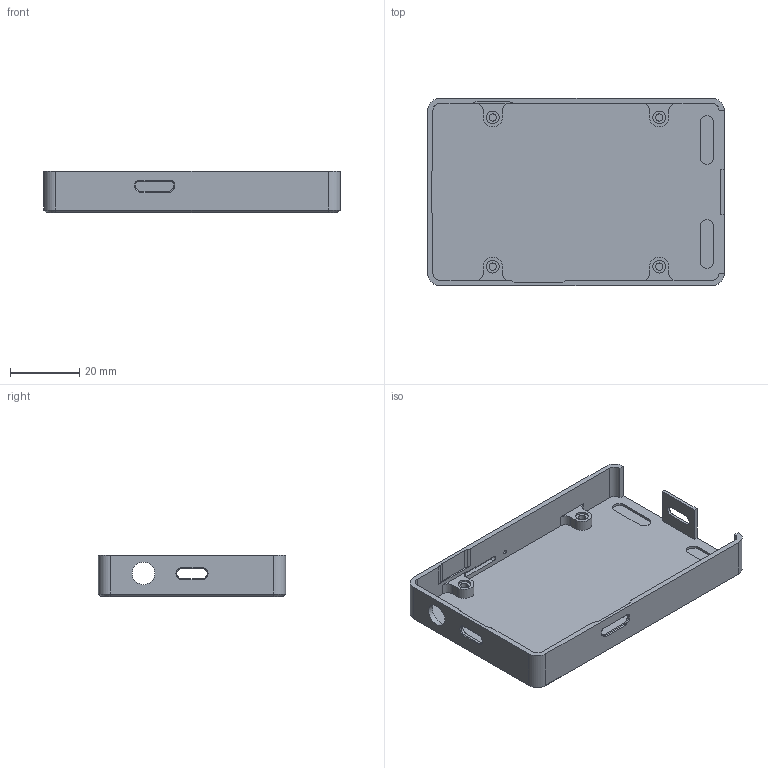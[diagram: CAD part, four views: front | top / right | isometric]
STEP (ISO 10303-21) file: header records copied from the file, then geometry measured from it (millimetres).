
FILE_DESCRIPTION(('FreeCAD Model'),'2;1');
FILE_NAME('Open CASCADE Shape Model','2024-11-12T10:36:40',(''),(''), 'Open CASCADE STEP processor 7.7','FreeCAD','Unknown');
FILE_SCHEMA(('AUTOMOTIVE_DESIGN { 1 0 10303 214 1 1 1 1 }'));
Length unit declared in the file: millimetre
Products named in the file (1): Body
Bounding box: 85.5 x 54 x 11.9 mm (x, y, z)
Volume: 10388.2 mm3; surface area: 14562.3 mm2
Topology: 1 solids, 1 shells, 158 faces, 410 edges, 263 vertices
Faces by surface type: plane 84, cylinder 58, cone 16
Full cylindrical faces by diameter (mm): 1 x1, 2.1 x4, 3.7 x4, 6.5 x1
Entity records: 4893 total; most frequent: CARTESIAN_POINT 864, DIRECTION 859, ORIENTED_EDGE 820, EDGE_CURVE 410, AXIS2_PLACEMENT_3D 292, LINE 275, VECTOR 275, VERTEX_POINT 263
